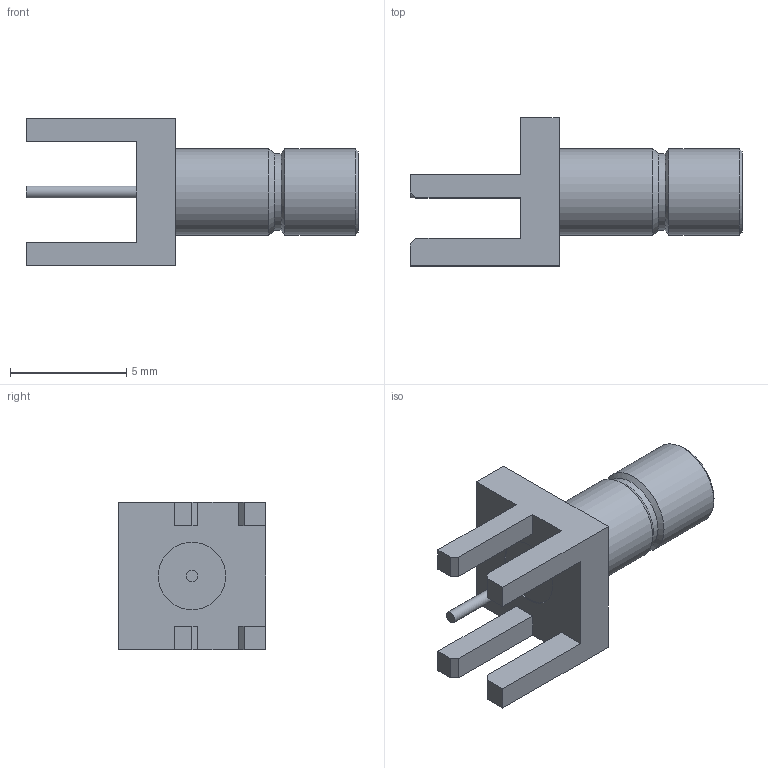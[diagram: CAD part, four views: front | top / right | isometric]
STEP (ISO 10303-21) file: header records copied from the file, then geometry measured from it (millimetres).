
FILE_DESCRIPTION (( 'STEP AP203' ), '1' );
FILE_NAME ('PE44131_3D.step', '2021-09-09T15:31:06', ( '' ), ( '' ), 'SwSTEP 2.0', 'SolidWorks 2021', '' );
FILE_SCHEMA (( 'CONFIG_CONTROL_DESIGN' ));
Length unit declared in the file: inch
Products named in the file (1): PE44131_3D
Bounding box: 14.26 x 6.35 x 6.35 mm (x, y, z)
Volume: 149.3 mm3; surface area: 336.3 mm2
Topology: 1 solids, 1 shells, 41 faces, 95 edges, 61 vertices
Faces by surface type: plane 29, cylinder 7, cone 5
Full cylindrical faces by diameter (mm): 0.508 x2, 2.901 x2, 3.301 x1, 3.698 x2
Entity records: 1169 total; most frequent: CARTESIAN_POINT 186, DIRECTION 184, ORIENTED_EDGE 166, EDGE_CURVE 83, VECTOR 66, LINE 66, VERTEX_POINT 61, AXIS2_PLACEMENT_3D 59
